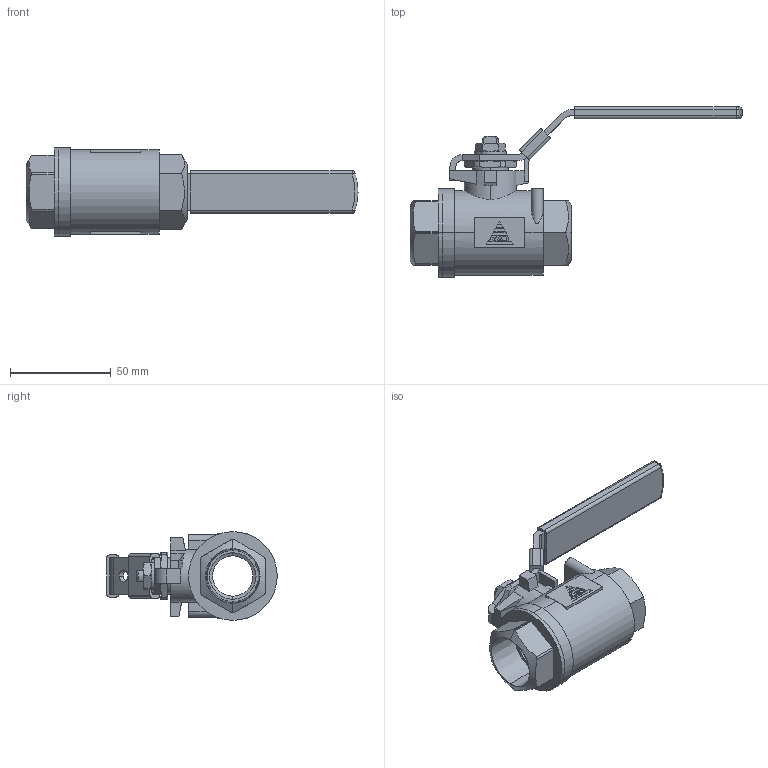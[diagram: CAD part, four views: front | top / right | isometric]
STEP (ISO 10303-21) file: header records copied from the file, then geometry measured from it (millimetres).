
FILE_DESCRIPTION (( 'STEP AP203' ), '1' );
FILE_NAME ('V-109-PN63_DN20.STEP', '2019-10-30T08:36:16', ( '' ), ( '' ), 'SwSTEP 2.0', 'SolidWorks 2012', '' );
FILE_SCHEMA (( 'CONFIG_CONTROL_DESIGN' ));
Length unit declared in the file: millimetre
Products named in the file (5): V-109-PN63_DN20; JIS B 1181 Hexagon thin nut - double chamfered A M8 --N_JIS B 1181 Hexagon thin nut - double chamfered A M8 --N; Washer ISO 7089 - 8_Washer ISO 7089 - 8; V-109-HANDLE_123L; V-109-DN20-BODY
Assembly tree (4 placements, depth 2):
  V-109-PN63_DN20
    V-109-DN20-BODY
    V-109-HANDLE_123L
    Washer ISO 7089 - 8_Washer ISO 7089 - 8
    JIS B 1181 Hexagon thin nut - double chamfered A M8 --N_JIS B 1181 Hexagon thin nut - double chamfered A M8 --N
Bounding box: 164.65 x 84.5 x 44 mm (x, y, z)
Volume: 90020.5 mm3; surface area: 32055.2 mm2
Topology: 5 solids, 5 shells, 373 faces, 960 edges, 617 vertices
Faces by surface type: plane 262, cylinder 67, cone 38, sphere 4, torus 2
Entity records: 12129 total; most frequent: CARTESIAN_POINT 2513, ORIENTED_EDGE 1908, DIRECTION 1837, EDGE_CURVE 954, LINE 699, VECTOR 699, VERTEX_POINT 617, AXIS2_PLACEMENT_3D 569
